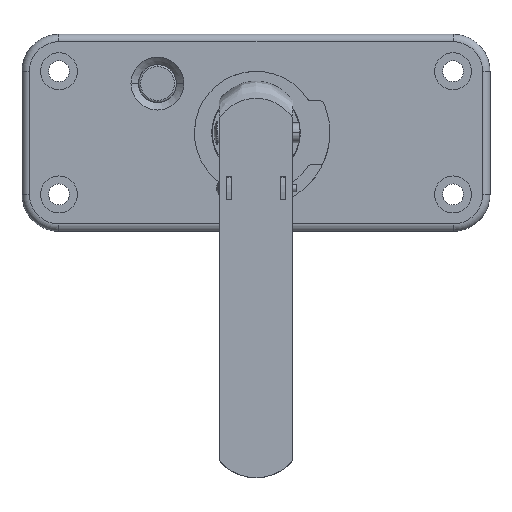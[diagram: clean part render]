
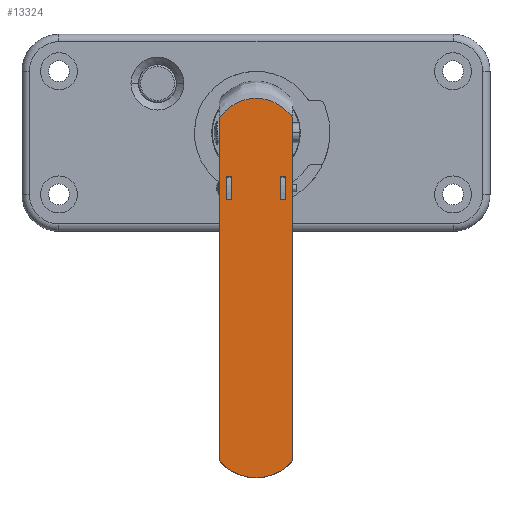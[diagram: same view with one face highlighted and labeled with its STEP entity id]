
A CAD part, top view. The second image highlights one B-rep face of the part: STEP entity #13324.
In plain terms, the highlighted planar face has unit normal (0, 0, 1).
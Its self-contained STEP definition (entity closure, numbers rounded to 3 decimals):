
#356 = CARTESIAN_POINT ( 'NONE',  ( 15., 21., 11. ) ) ;
#383 = VECTOR ( 'NONE', #6707, 1000. ) ;
#438 = CARTESIAN_POINT ( 'NONE',  ( 15., 6.229, 11. ) ) ;
#507 = VECTOR ( 'NONE', #8781, 1000. ) ;
#810 = ORIENTED_EDGE ( 'NONE', *, *, #5069, .F. ) ;
#1054 = DIRECTION ( 'NONE',  ( 1., 0., 0. ) ) ;
#1091 = EDGE_LOOP ( 'NONE', ( #8304, #11426, #19399, #20025 ) ) ;
#1790 = DIRECTION ( 'NONE',  ( 1., 0., 0. ) ) ;
#1850 = CARTESIAN_POINT ( 'NONE',  ( 12.469, 9.432, 11. ) ) ;
#1901 = EDGE_CURVE ( 'NONE', #9206, #14382, #10848, .T. ) ;
#2091 = CARTESIAN_POINT ( 'NONE',  ( -9.85, -27.1, 11. ) ) ;
#2110 = VERTEX_POINT ( 'NONE', #13728 ) ;
#2310 = CARTESIAN_POINT ( 'NONE',  ( 9.85, -27.1, 11. ) ) ;
#2437 = LINE ( 'NONE', #16320, #17939 ) ;
#2439 = LINE ( 'NONE', #10313, #507 ) ;
#3022 = EDGE_CURVE ( 'NONE', #8551, #11449, #2439, .T. ) ;
#3109 = DIRECTION ( 'NONE',  ( 1., 0., 0. ) ) ;
#3353 = CARTESIAN_POINT ( 'NONE',  ( 0., -120., 11. ) ) ;
#3387 = ORIENTED_EDGE ( 'NONE', *, *, #17162, .F. ) ;
#3416 = CARTESIAN_POINT ( 'NONE',  ( 15., 6.229, 11. ) ) ;
#3733 = CARTESIAN_POINT ( 'NONE',  ( -15., 21., 11. ) ) ;
#4068 = ORIENTED_EDGE ( 'NONE', *, *, #14430, .T. ) ;
#4133 = VECTOR ( 'NONE', #19171, 1000. ) ;
#4281 = FACE_BOUND ( 'NONE', #1091, .T. ) ;
#4481 = ORIENTED_EDGE ( 'NONE', *, *, #6731, .F. ) ;
#4963 = CARTESIAN_POINT ( 'NONE',  ( -12.469, 9.432, 11. ) ) ;
#5069 = EDGE_CURVE ( 'NONE', #11449, #11678, #2437, .T. ) ;
#5099 = EDGE_CURVE ( 'NONE', #19787, #2110, #6135, .T. ) ;
#5142 = CARTESIAN_POINT ( 'NONE',  ( 12.15, -27.1, 11. ) ) ;
#5218 = CARTESIAN_POINT ( 'NONE',  ( -9.85, -17.9, 11. ) ) ;
#5296 = ORIENTED_EDGE ( 'NONE', *, *, #5099, .T. ) ;
#5532 = CARTESIAN_POINT ( 'NONE',  ( 12.15, -27.1, 11. ) ) ;
#5733 = VERTEX_POINT ( 'NONE', #438 ) ;
#6135 = LINE ( 'NONE', #3733, #8344 ) ;
#6467 = CARTESIAN_POINT ( 'NONE',  ( -7.582, 13.011, 11. ) ) ;
#6700 = DIRECTION ( 'NONE',  ( 0., 1., 0. ) ) ;
#6707 = DIRECTION ( 'NONE',  ( -1., 0., 0. ) ) ;
#6731 = EDGE_CURVE ( 'NONE', #19787, #5733, #7883, .T. ) ;
#6978 = VECTOR ( 'NONE', #8534, 1000. ) ;
#7570 = DIRECTION ( 'NONE',  ( 0., 0., 1. ) ) ;
#7790 = CARTESIAN_POINT ( 'NONE',  ( 9.85, -27.1, 11. ) ) ;
#7883 = B_SPLINE_CURVE_WITH_KNOTS ( 'NONE', 3,
 ( #19095, #4963, #6467, #11156, #11284, #1850, #3416 ),
 .UNSPECIFIED., .F., .F.,
 ( 4, 1, 1, 1, 4 ),
 ( 0., 0.333, 0.5, 0.667, 1. ),
 .UNSPECIFIED. ) ;
#7910 = LINE ( 'NONE', #2310, #12838 ) ;
#8304 = ORIENTED_EDGE ( 'NONE', *, *, #12207, .F. ) ;
#8344 = VECTOR ( 'NONE', #14970, 1000. ) ;
#8497 = VERTEX_POINT ( 'NONE', #2091 ) ;
#8534 = DIRECTION ( 'NONE',  ( 0., -1., 0. ) ) ;
#8551 = VERTEX_POINT ( 'NONE', #5218 ) ;
#8671 = DIRECTION ( 'NONE',  ( 0., -1., 0. ) ) ;
#8781 = DIRECTION ( 'NONE',  ( -1., 0., 0. ) ) ;
#9206 = VERTEX_POINT ( 'NONE', #5532 ) ;
#9270 = VERTEX_POINT ( 'NONE', #19719 ) ;
#9297 = EDGE_CURVE ( 'NONE', #9270, #12416, #18287, .T. ) ;
#9326 = LINE ( 'NONE', #14003, #12764 ) ;
#10313 = CARTESIAN_POINT ( 'NONE',  ( -12.15, -17.9, 11. ) ) ;
#10350 = CARTESIAN_POINT ( 'NONE',  ( 9.85, -17.9, 11. ) ) ;
#10420 = CARTESIAN_POINT ( 'NONE',  ( 12.15, -17.9, 11. ) ) ;
#10456 = CARTESIAN_POINT ( 'NONE',  ( 15., -133.229, 11. ) ) ;
#10848 = LINE ( 'NONE', #5142, #12085 ) ;
#10941 = CARTESIAN_POINT ( 'NONE',  ( -15., 6.229, 11. ) ) ;
#11156 = CARTESIAN_POINT ( 'NONE',  ( 0., 14.33, 11. ) ) ;
#11284 = CARTESIAN_POINT ( 'NONE',  ( 7.582, 13.011, 11. ) ) ;
#11426 = ORIENTED_EDGE ( 'NONE', *, *, #1901, .F. ) ;
#11449 = VERTEX_POINT ( 'NONE', #16861 ) ;
#11466 = CARTESIAN_POINT ( 'NONE',  ( 12.15, -17.9, 11. ) ) ;
#11678 = VERTEX_POINT ( 'NONE', #19362 ) ;
#12085 = VECTOR ( 'NONE', #6700, 1000. ) ;
#12207 = EDGE_CURVE ( 'NONE', #14382, #9270, #20029, .T. ) ;
#12331 = CARTESIAN_POINT ( 'NONE',  ( 0., -120., 11. ) ) ;
#12416 = VERTEX_POINT ( 'NONE', #7790 ) ;
#12699 = EDGE_CURVE ( 'NONE', #8497, #8551, #20260, .T. ) ;
#12764 = VECTOR ( 'NONE', #3109, 1000. ) ;
#12838 = VECTOR ( 'NONE', #13413, 1000. ) ;
#13096 = DIRECTION ( 'NONE',  ( 0., 1., 0. ) ) ;
#13143 = ORIENTED_EDGE ( 'NONE', *, *, #12699, .F. ) ;
#13324 = ADVANCED_FACE ( 'NONE', ( #4281, #17294, #19259 ), #19233, .T. ) ;
#13413 = DIRECTION ( 'NONE',  ( 1., 0., 0. ) ) ;
#13728 = CARTESIAN_POINT ( 'NONE',  ( -15., -133.229, 11. ) ) ;
#14003 = CARTESIAN_POINT ( 'NONE',  ( -9.85, -27.1, 11. ) ) ;
#14091 = AXIS2_PLACEMENT_3D ( 'NONE', #12331, #7570, #1054 ) ;
#14139 = VECTOR ( 'NONE', #13096, 1000. ) ;
#14382 = VERTEX_POINT ( 'NONE', #10420 ) ;
#14430 = EDGE_CURVE ( 'NONE', #2110, #20321, #15329, .T. ) ;
#14565 = CARTESIAN_POINT ( 'NONE',  ( -9.85, -17.9, 11. ) ) ;
#14718 = ORIENTED_EDGE ( 'NONE', *, *, #18007, .T. ) ;
#14970 = DIRECTION ( 'NONE',  ( 0., -1., 0. ) ) ;
#15257 = EDGE_CURVE ( 'NONE', #12416, #9206, #7910, .T. ) ;
#15324 = EDGE_LOOP ( 'NONE', ( #3387, #810, #16595, #13143 ) ) ;
#15329 = CIRCLE ( 'NONE', #14091, 20. ) ;
#15941 = AXIS2_PLACEMENT_3D ( 'NONE', #3353, #17661, #1790 ) ;
#16320 = CARTESIAN_POINT ( 'NONE',  ( -12.15, -27.1, 11. ) ) ;
#16595 = ORIENTED_EDGE ( 'NONE', *, *, #3022, .F. ) ;
#16673 = LINE ( 'NONE', #356, #4133 ) ;
#16861 = CARTESIAN_POINT ( 'NONE',  ( -12.15, -17.9, 11. ) ) ;
#16988 = EDGE_LOOP ( 'NONE', ( #14718, #4481, #5296, #4068 ) ) ;
#17162 = EDGE_CURVE ( 'NONE', #11678, #8497, #9326, .T. ) ;
#17294 = FACE_BOUND ( 'NONE', #15324, .T. ) ;
#17661 = DIRECTION ( 'NONE',  ( 0., 0., 1. ) ) ;
#17939 = VECTOR ( 'NONE', #8671, 1000. ) ;
#18007 = EDGE_CURVE ( 'NONE', #20321, #5733, #16673, .T. ) ;
#18287 = LINE ( 'NONE', #10350, #6978 ) ;
#19095 = CARTESIAN_POINT ( 'NONE',  ( -15., 6.229, 11. ) ) ;
#19171 = DIRECTION ( 'NONE',  ( 0., 1., 0. ) ) ;
#19233 = PLANE ( 'NONE',  #15941 ) ;
#19259 = FACE_OUTER_BOUND ( 'NONE', #16988, .T. ) ;
#19362 = CARTESIAN_POINT ( 'NONE',  ( -12.15, -27.1, 11. ) ) ;
#19399 = ORIENTED_EDGE ( 'NONE', *, *, #15257, .F. ) ;
#19719 = CARTESIAN_POINT ( 'NONE',  ( 9.85, -17.9, 11. ) ) ;
#19787 = VERTEX_POINT ( 'NONE', #10941 ) ;
#20025 = ORIENTED_EDGE ( 'NONE', *, *, #9297, .F. ) ;
#20029 = LINE ( 'NONE', #11466, #383 ) ;
#20260 = LINE ( 'NONE', #14565, #14139 ) ;
#20321 = VERTEX_POINT ( 'NONE', #10456 ) ;
